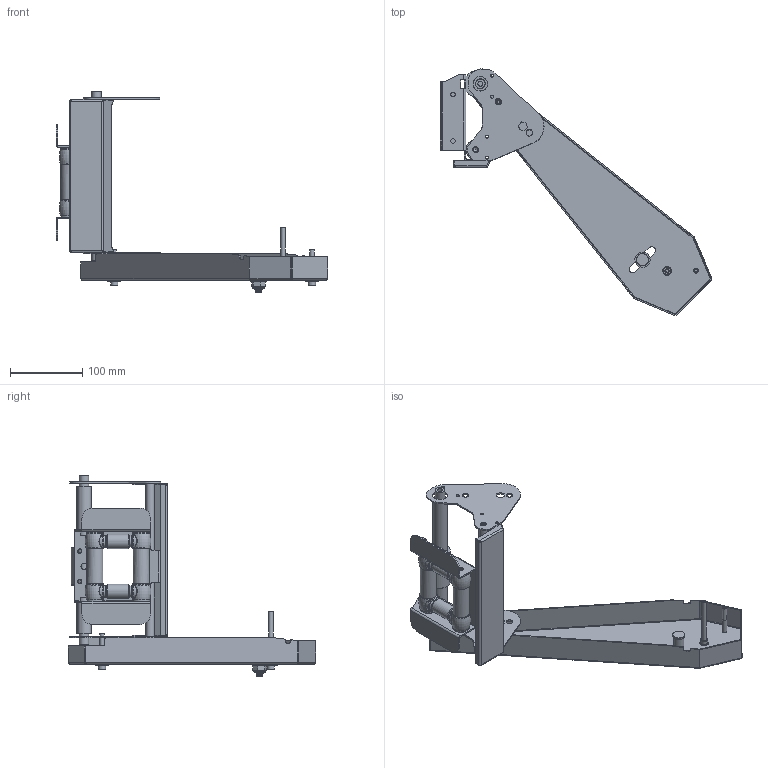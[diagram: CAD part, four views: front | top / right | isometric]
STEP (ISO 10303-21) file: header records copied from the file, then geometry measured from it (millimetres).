
FILE_DESCRIPTION(/* description */ ('Unknown'),/* implementation_level */ '2;1');
FILE_NAME(/* name */ '77-45412_ingombri',/* time_stamp */ '2020-03-13T15:55:45+01:00',/* author */ ('Unknown'),/* organization */ ('Unknown'),/* preprocessor_version */ 'ST-DEVELOPER v16.7',/* originating_system */ 'DEX',/* authorisation */ $);
FILE_SCHEMA (('AUTOMOTIVE_DESIGN {1 0 10303 214 3 1 1}'));
Length unit declared in the file: millimetre
Products named in the file (18): 77-45412_ingombri; B845; B3237_1ngombri; M1012; I119_ingombri; G1717; B3236; G1706; M438; M419; M249; M684; G1727; M413; B3239; B3241; G1716; M340
Assembly tree (23 placements, depth 2):
  77-45412_ingombri
    B845
    B3237_1ngombri
    M1012  x2
    I119_ingombri  x4
    G1717  x2
    B3236
    G1706
    M438
    M419  x2
    M249
    M684
    G1727
    M413
    B3239
    B3241
    G1716
    M340
Bounding box: 375.63 x 341.75 x 278.3 mm (x, y, z)
Volume: 503915 mm3; surface area: 332112.5 mm2
Topology: 23 solids, 23 shells, 993 faces, 2404 edges, 1424 vertices
Faces by surface type: plane 345, cylinder 320, bspline 128, torus 127, cone 57, sphere 16
Full cylindrical faces by diameter (mm): 1.2 x2, 4 x1, 4.2 x8, 4.917 x2, 5 x2, 6 x5, 6.1 x8, 6.2 x5, 6.3 x2, 6.4 x1, 6.5 x1, 6.647 x2, 6.8 x1, 7.6 x2, 8 x4, 8.1 x4, 8.2 x2, 8.376 x1, 8.5 x1, 9 x4, 10 x6, 10.5 x1, 12 x2, 12.1 x4, 12.2 x1, 13 x2, 14 x1, 16 x4, 17 x2, 18 x2
Entity records: 20194 total; most frequent: CARTESIAN_POINT 4020, DIRECTION 2925, ORIENTED_EDGE 2684, EDGE_CURVE 1342, AXIS2_PLACEMENT_3D 1106, VERTEX_POINT 900, FACE_BOUND 824, EDGE_LOOP 820
